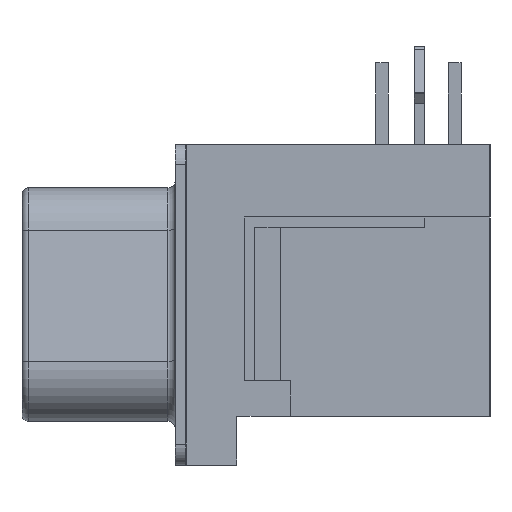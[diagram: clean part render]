
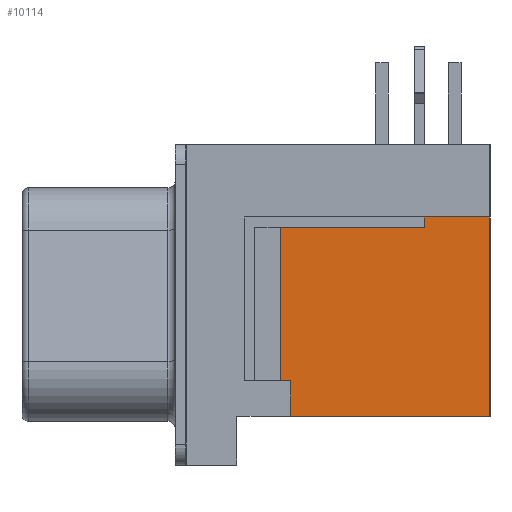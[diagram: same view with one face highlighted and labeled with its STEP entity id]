
A CAD part, left-side view. The second image highlights one B-rep face of the part: STEP entity #10114.
In plain terms, the highlighted planar face has unit normal (-1, 0, 0).
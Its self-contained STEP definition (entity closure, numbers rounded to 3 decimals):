
#438=DIRECTION('',(0.,0.,1.));
#439=VECTOR('',#438,6.);
#440=CARTESIAN_POINT('',(-18.02,-3.7,-2.975));
#441=LINE('',#440,#439);
#442=DIRECTION('',(0.,-1.,0.));
#443=VECTOR('',#442,5.63);
#444=CARTESIAN_POINT('',(-18.02,-3.7,3.025));
#445=LINE('',#444,#443);
#446=DIRECTION('',(0.,0.,-1.));
#447=VECTOR('',#446,0.4);
#448=CARTESIAN_POINT('',(-18.02,-9.33,3.425));
#449=LINE('',#448,#447);
#450=DIRECTION('',(0.,1.,0.));
#451=VECTOR('',#450,2.57);
#452=CARTESIAN_POINT('',(-18.02,-11.9,3.425));
#453=LINE('',#452,#451);
#454=DIRECTION('',(0.,0.,-1.));
#455=VECTOR('',#454,1.4);
#456=CARTESIAN_POINT('',(-18.02,-4.1,-2.975));
#457=LINE('',#456,#455);
#458=DIRECTION('',(0.,-1.,0.));
#459=VECTOR('',#458,0.4);
#460=CARTESIAN_POINT('',(-18.02,-3.7,-2.975));
#461=LINE('',#460,#459);
#1268=DIRECTION('',(0.,0.,1.));
#1269=VECTOR('',#1268,7.8);
#1270=CARTESIAN_POINT('',(-18.02,-11.9,-4.375));
#1271=LINE('',#1270,#1269);
#3221=DIRECTION('',(0.,1.,0.));
#3222=VECTOR('',#3221,7.8);
#3223=CARTESIAN_POINT('',(-18.02,-11.9,-4.375));
#3224=LINE('',#3223,#3222);
#7399=CARTESIAN_POINT('',(-18.02,-11.9,-4.375));
#7400=CARTESIAN_POINT('',(-18.02,-11.9,3.425));
#7401=VERTEX_POINT('',#7399);
#7402=VERTEX_POINT('',#7400);
#7403=CARTESIAN_POINT('',(-18.02,-4.1,-4.375));
#7404=VERTEX_POINT('',#7403);
#7405=CARTESIAN_POINT('',(-18.02,-4.1,-2.975));
#7406=VERTEX_POINT('',#7405);
#7471=CARTESIAN_POINT('',(-18.02,-9.33,3.425));
#7472=CARTESIAN_POINT('',(-18.02,-9.33,3.025));
#7473=VERTEX_POINT('',#7471);
#7474=VERTEX_POINT('',#7472);
#7741=CARTESIAN_POINT('',(-18.02,-3.7,-2.975));
#7742=CARTESIAN_POINT('',(-18.02,-3.7,3.025));
#7743=VERTEX_POINT('',#7741);
#7744=VERTEX_POINT('',#7742);
#10094=CARTESIAN_POINT('',(-18.02,0.,0.));
#10095=DIRECTION('',(-1.,0.,0.));
#10096=DIRECTION('',(0.,1.,0.));
#10097=AXIS2_PLACEMENT_3D('',#10094,#10095,#10096);
#10098=PLANE('',#10097);
#10099=ORIENTED_EDGE('',*,*,#10082,.T.);
#10100=ORIENTED_EDGE('',*,*,#10072,.T.);
#10101=ORIENTED_EDGE('',*,*,#9715,.F.);
#10103=ORIENTED_EDGE('',*,*,#10102,.F.);
#10105=ORIENTED_EDGE('',*,*,#10104,.F.);
#10107=ORIENTED_EDGE('',*,*,#10106,.T.);
#10109=ORIENTED_EDGE('',*,*,#10108,.F.);
#10111=ORIENTED_EDGE('',*,*,#10110,.F.);
#10112=EDGE_LOOP('',(#10099,#10100,#10101,#10103,#10105,#10107,#10109,#10111));
#10113=FACE_OUTER_BOUND('',#10112,.F.);
#10114=ADVANCED_FACE('',(#10113),#10098,.T.);
#9715=EDGE_CURVE('',#7473,#7474,#449,.T.);
#10072=EDGE_CURVE('',#7744,#7474,#445,.T.);
#10082=EDGE_CURVE('',#7743,#7744,#441,.T.);
#10102=EDGE_CURVE('',#7402,#7473,#453,.T.);
#10104=EDGE_CURVE('',#7401,#7402,#1271,.T.);
#10106=EDGE_CURVE('',#7401,#7404,#3224,.T.);
#10108=EDGE_CURVE('',#7406,#7404,#457,.T.);
#10110=EDGE_CURVE('',#7743,#7406,#461,.T.);
